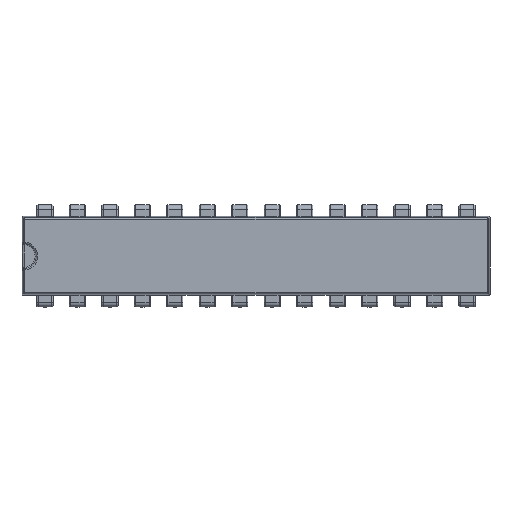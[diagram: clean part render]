
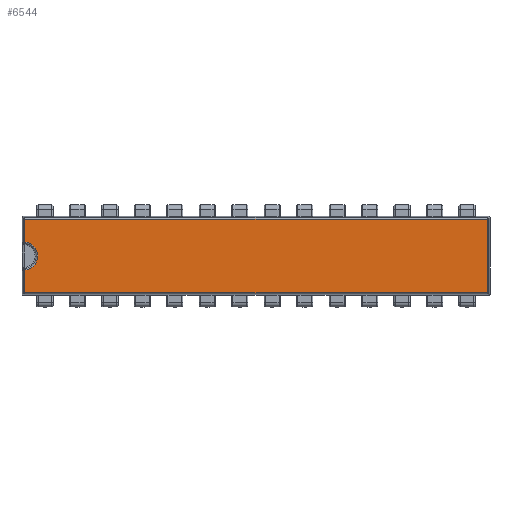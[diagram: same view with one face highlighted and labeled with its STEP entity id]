
A CAD part, top view. The second image highlights one B-rep face of the part: STEP entity #6544.
In plain terms, the highlighted planar face has unit normal (0, 0, 1).
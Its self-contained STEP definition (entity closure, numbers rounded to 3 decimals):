
#291=PLANE('',#7194);
#579=FACE_OUTER_BOUND('',#933,.T.);
#933=EDGE_LOOP('',(#5262,#5263,#5264,#5265,#5266,#5267));
#1671=LINE('',#11381,#2299);
#1672=LINE('',#11385,#2300);
#1673=LINE('',#11387,#2301);
#1674=LINE('',#11389,#2302);
#1675=LINE('',#11390,#2303);
#2299=VECTOR('',#8883,10.);
#2300=VECTOR('',#8888,10.);
#2301=VECTOR('',#8889,10.);
#2302=VECTOR('',#8890,10.);
#2303=VECTOR('',#8891,10.);
#2546=CIRCLE('',#7184,1.1);
#3151=VERTEX_POINT('',#11337);
#3152=VERTEX_POINT('',#11339);
#3158=VERTEX_POINT('',#11380);
#3159=VERTEX_POINT('',#11384);
#3160=VERTEX_POINT('',#11386);
#3161=VERTEX_POINT('',#11388);
#3993=EDGE_CURVE('',#3152,#3151,#2546,.T.);
#4003=EDGE_CURVE('',#3151,#3158,#1671,.T.);
#4005=EDGE_CURVE('',#3159,#3152,#1672,.T.);
#4006=EDGE_CURVE('',#3160,#3159,#1673,.T.);
#4007=EDGE_CURVE('',#3161,#3160,#1674,.T.);
#4008=EDGE_CURVE('',#3158,#3161,#1675,.T.);
#5262=ORIENTED_EDGE('',*,*,#3993,.F.);
#5263=ORIENTED_EDGE('',*,*,#4005,.F.);
#5264=ORIENTED_EDGE('',*,*,#4006,.F.);
#5265=ORIENTED_EDGE('',*,*,#4007,.F.);
#5266=ORIENTED_EDGE('',*,*,#4008,.F.);
#5267=ORIENTED_EDGE('',*,*,#4003,.F.);
#6544=ADVANCED_FACE('',(#579),#291,.T.);
#7184=AXIS2_PLACEMENT_3D('',#11341,#8860,#8861);
#7194=AXIS2_PLACEMENT_3D('',#11383,#8886,#8887);
#8860=DIRECTION('center_axis',(0.,0.,1.));
#8861=DIRECTION('ref_axis',(1.,0.,0.));
#8883=DIRECTION('',(0.,1.,0.));
#8886=DIRECTION('center_axis',(0.,0.,1.));
#8887=DIRECTION('ref_axis',(1.,0.,0.));
#8888=DIRECTION('',(0.,1.,0.));
#8889=DIRECTION('',(-1.,0.,0.));
#8890=DIRECTION('',(0.,-1.,0.));
#8891=DIRECTION('',(1.,0.,0.));
#11337=CARTESIAN_POINT('',(-0.79,5.169,3.35));
#11339=CARTESIAN_POINT('',(-0.79,2.977,3.35));
#11341=CARTESIAN_POINT('Origin',(-0.883,4.073,3.35));
#11380=CARTESIAN_POINT('',(-0.79,6.97,3.35));
#11381=CARTESIAN_POINT('',(-0.79,4.863,3.35));
#11383=CARTESIAN_POINT('Origin',(17.305,4.09,3.35));
#11384=CARTESIAN_POINT('',(-0.79,1.21,3.35));
#11385=CARTESIAN_POINT('',(-0.79,4.863,3.35));
#11386=CARTESIAN_POINT('',(35.4,1.21,3.35));
#11387=CARTESIAN_POINT('',(12.729,1.21,3.35));
#11388=CARTESIAN_POINT('',(35.4,6.97,3.35));
#11389=CARTESIAN_POINT('',(35.4,3.318,3.35));
#11390=CARTESIAN_POINT('',(21.881,6.97,3.35));
